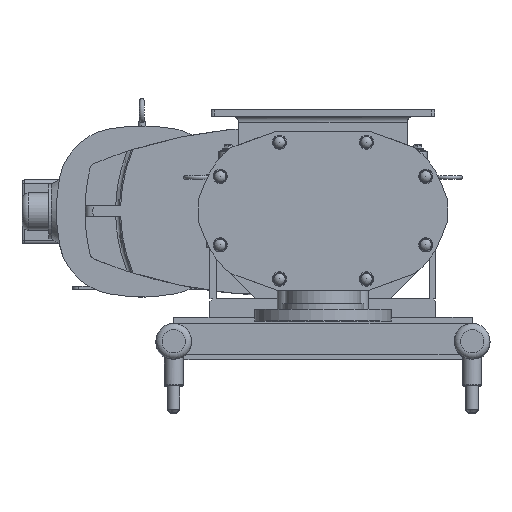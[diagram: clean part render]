
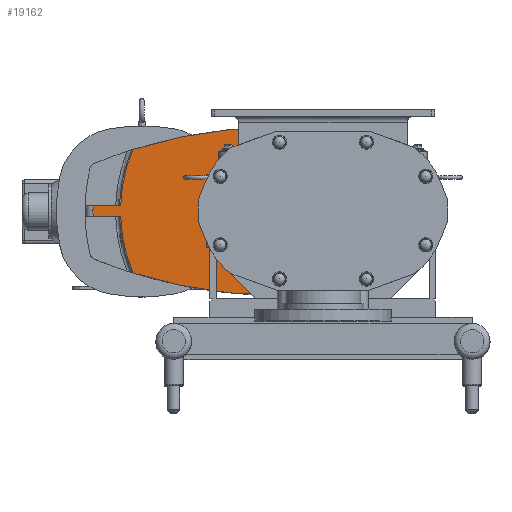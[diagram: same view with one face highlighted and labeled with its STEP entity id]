
A CAD part, top view. The second image highlights one B-rep face of the part: STEP entity #19162.
In plain terms, the highlighted planar face has unit normal (0, 0, 1).
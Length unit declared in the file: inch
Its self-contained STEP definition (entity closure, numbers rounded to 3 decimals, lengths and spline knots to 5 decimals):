
#986=PLANE('',#20879);
#2192=LINE('',#34019,#3658);
#2193=LINE('',#34023,#3659);
#2194=LINE('',#34029,#3660);
#2195=LINE('',#34031,#3661);
#2196=LINE('',#34033,#3662);
#3658=VECTOR('',#25307,0.3937);
#3659=VECTOR('',#25310,0.3937);
#3660=VECTOR('',#25315,0.3937);
#3661=VECTOR('',#25316,0.3937);
#3662=VECTOR('',#25317,0.3937);
#4446=FACE_BOUND('',#6634,.T.);
#5487=FACE_OUTER_BOUND('',#6633,.T.);
#6633=EDGE_LOOP('',(#16771,#16772,#16773,#16774,#16775,#16776,#16777,#16778,
#16779,#16780));
#6634=EDGE_LOOP('',(#16781));
#7608=CIRCLE('',#20880,15.12);
#7609=CIRCLE('',#20881,12.9);
#7610=CIRCLE('',#20882,39.37);
#7611=CIRCLE('',#20883,39.37);
#7612=CIRCLE('',#20884,12.9);
#7613=CIRCLE('',#20885,5.9055);
#9277=VERTEX_POINT('',#34017);
#9278=VERTEX_POINT('',#34018);
#9279=VERTEX_POINT('',#34020);
#9280=VERTEX_POINT('',#34022);
#9281=VERTEX_POINT('',#34024);
#9282=VERTEX_POINT('',#34026);
#9283=VERTEX_POINT('',#34028);
#9284=VERTEX_POINT('',#34030);
#9285=VERTEX_POINT('',#34032);
#9286=VERTEX_POINT('',#34034);
#9287=VERTEX_POINT('',#34037);
#11873=EDGE_CURVE('',#9277,#9278,#2192,.T.);
#11874=EDGE_CURVE('',#9279,#9278,#7608,.T.);
#11875=EDGE_CURVE('',#9279,#9280,#2193,.T.);
#11876=EDGE_CURVE('',#9281,#9280,#7609,.T.);
#11877=EDGE_CURVE('',#9282,#9281,#7610,.T.);
#11878=EDGE_CURVE('',#9283,#9282,#2194,.T.);
#11879=EDGE_CURVE('',#9284,#9283,#2195,.T.);
#11880=EDGE_CURVE('',#9285,#9284,#2196,.T.);
#11881=EDGE_CURVE('',#9286,#9285,#7611,.T.);
#11882=EDGE_CURVE('',#9277,#9286,#7612,.T.);
#11883=EDGE_CURVE('',#9287,#9287,#7613,.T.);
#16771=ORIENTED_EDGE('',*,*,#11873,.T.);
#16772=ORIENTED_EDGE('',*,*,#11874,.F.);
#16773=ORIENTED_EDGE('',*,*,#11875,.T.);
#16774=ORIENTED_EDGE('',*,*,#11876,.F.);
#16775=ORIENTED_EDGE('',*,*,#11877,.F.);
#16776=ORIENTED_EDGE('',*,*,#11878,.F.);
#16777=ORIENTED_EDGE('',*,*,#11879,.F.);
#16778=ORIENTED_EDGE('',*,*,#11880,.F.);
#16779=ORIENTED_EDGE('',*,*,#11881,.F.);
#16780=ORIENTED_EDGE('',*,*,#11882,.F.);
#16781=ORIENTED_EDGE('',*,*,#11883,.T.);
#19162=ADVANCED_FACE('',(#5487,#4446),#986,.T.);
#20879=AXIS2_PLACEMENT_3D('',#34016,#25305,#25306);
#20880=AXIS2_PLACEMENT_3D('',#34021,#25308,#25309);
#20881=AXIS2_PLACEMENT_3D('',#34025,#25311,#25312);
#20882=AXIS2_PLACEMENT_3D('',#34027,#25313,#25314);
#20883=AXIS2_PLACEMENT_3D('',#34035,#25318,#25319);
#20884=AXIS2_PLACEMENT_3D('',#34036,#25320,#25321);
#20885=AXIS2_PLACEMENT_3D('',#34038,#25322,#25323);
#25305=DIRECTION('center_axis',(0.,0.,
1.));
#25306=DIRECTION('ref_axis',(0.,1.,0.));
#25307=DIRECTION('',(-1.,0.,0.));
#25308=DIRECTION('center_axis',(0.,0.,
-1.));
#25309=DIRECTION('ref_axis',(-1.,0.,0.));
#25310=DIRECTION('',(1.,0.,0.));
#25311=DIRECTION('center_axis',(0.,0.,
-1.));
#25312=DIRECTION('ref_axis',(-0.978,-0.209,0.));
#25313=DIRECTION('center_axis',(0.,0.,
-1.));
#25314=DIRECTION('ref_axis',(0.386,0.923,0.));
#25315=DIRECTION('',(-1.,0.,0.));
#25316=DIRECTION('',(0.,-1.,0.));
#25317=DIRECTION('',(1.,0.,0.));
#25318=DIRECTION('center_axis',(0.,0.,
-1.));
#25319=DIRECTION('ref_axis',(0.,-1.,0.));
#25320=DIRECTION('center_axis',(0.,0.,
-1.));
#25321=DIRECTION('ref_axis',(-0.978,0.209,0.));
#25322=DIRECTION('center_axis',(0.,0.,
-1.));
#25323=DIRECTION('ref_axis',(0.,-1.,0.));
#34016=CARTESIAN_POINT('Origin',(-5.92161,0.,
-26.467));
#34017=CARTESIAN_POINT('',(-16.27273,0.433,-26.467));
#34018=CARTESIAN_POINT('',(-18.4938,0.433,-26.467));
#34019=CARTESIAN_POINT('',(-11.1472,0.433,-26.467));
#34020=CARTESIAN_POINT('',(-18.4938,-0.433,-26.467));
#34021=CARTESIAN_POINT('Origin',(-3.38,0.,
-26.467));
#34022=CARTESIAN_POINT('',(-16.27273,-0.433,-26.467));
#34023=CARTESIAN_POINT('',(-12.52283,-0.433,-26.467));
#34024=CARTESIAN_POINT('',(-15.28584,-4.96599,-26.467));
#34025=CARTESIAN_POINT('Origin',(-3.38,0.,
-26.467));
#34026=CARTESIAN_POINT('',(-3.5,-6.7715,-26.467));
#34027=CARTESIAN_POINT('Origin',(-3.5,32.5985,-26.467));
#34028=CARTESIAN_POINT('',(3.075,-6.7715,-26.467));
#34029=CARTESIAN_POINT('',(3.075,-6.7715,-26.467));
#34030=CARTESIAN_POINT('',(3.075,6.7715,-26.467));
#34031=CARTESIAN_POINT('',(3.075,6.7715,-26.467));
#34032=CARTESIAN_POINT('',(-3.5,6.7715,-26.467));
#34033=CARTESIAN_POINT('',(-3.5,6.7715,-26.467));
#34034=CARTESIAN_POINT('',(-15.28584,4.96599,-26.467));
#34035=CARTESIAN_POINT('Origin',(-3.5,-32.5985,-26.467));
#34036=CARTESIAN_POINT('Origin',(-3.38,0.,
-26.467));
#34037=CARTESIAN_POINT('',(-3.5,5.9055,-26.467));
#34038=CARTESIAN_POINT('Origin',(-3.5,0.,
-26.467));
